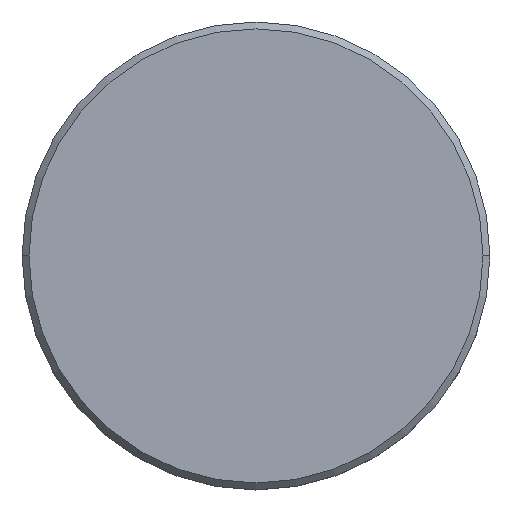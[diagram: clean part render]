
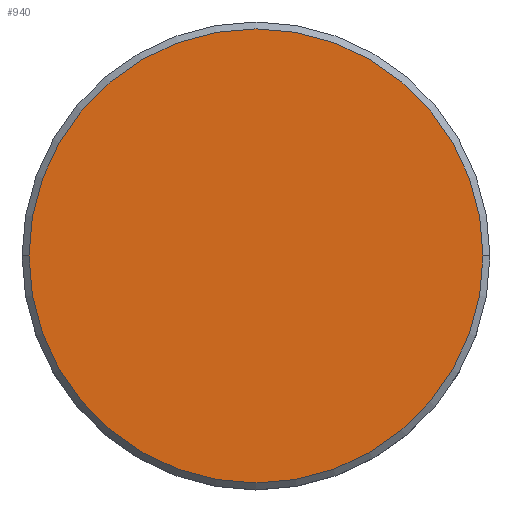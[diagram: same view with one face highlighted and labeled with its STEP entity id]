
A CAD part, top view. The second image highlights one B-rep face of the part: STEP entity #940.
In plain terms, the highlighted planar face has unit normal (0, 0, 1).
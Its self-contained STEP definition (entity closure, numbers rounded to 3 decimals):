
#14 = AXIS2_PLACEMENT_3D ( 'NONE', #858, #867, #320 ) ;
#27 = EDGE_CURVE ( 'NONE', #280, #719, #278, .T. ) ;
#45 = AXIS2_PLACEMENT_3D ( 'NONE', #620, #432, #1162 ) ;
#50 = EDGE_LOOP ( 'NONE', ( #246, #1126 ) ) ;
#60 = AXIS2_PLACEMENT_3D ( 'NONE', #725, #1027, #567 ) ;
#246 = ORIENTED_EDGE ( 'NONE', *, *, #27, .T. ) ;
#278 = CIRCLE ( 'NONE', #14, 16.5 ) ;
#280 = VERTEX_POINT ( 'NONE', #553 ) ;
#320 = DIRECTION ( 'NONE',  ( 1., 0., 0. ) ) ;
#432 = DIRECTION ( 'NONE',  ( 0., 0., 1. ) ) ;
#553 = CARTESIAN_POINT ( 'NONE',  ( -16.5, 0., 0. ) ) ;
#567 = DIRECTION ( 'NONE',  ( 1., 0., 0. ) ) ;
#607 = CIRCLE ( 'NONE', #45, 16.5 ) ;
#620 = CARTESIAN_POINT ( 'NONE',  ( 0., 0., 0. ) ) ;
#652 = FACE_OUTER_BOUND ( 'NONE', #50, .T. ) ;
#719 = VERTEX_POINT ( 'NONE', #969 ) ;
#725 = CARTESIAN_POINT ( 'NONE',  ( 0., 0., 0. ) ) ;
#734 = PLANE ( 'NONE',  #60 ) ;
#738 = EDGE_CURVE ( 'NONE', #719, #280, #607, .T. ) ;
#858 = CARTESIAN_POINT ( 'NONE',  ( 0., 0., 0. ) ) ;
#867 = DIRECTION ( 'NONE',  ( 0., 0., 1. ) ) ;
#940 = ADVANCED_FACE ( 'NONE', ( #652 ), #734, .T. ) ;
#969 = CARTESIAN_POINT ( 'NONE',  ( 16.5, 0., 0. ) ) ;
#1027 = DIRECTION ( 'NONE',  ( 0., 0., 1. ) ) ;
#1126 = ORIENTED_EDGE ( 'NONE', *, *, #738, .T. ) ;
#1162 = DIRECTION ( 'NONE',  ( 1., 0., 0. ) ) ;
